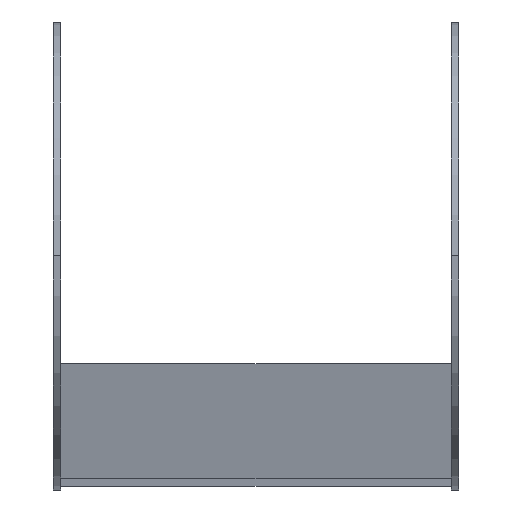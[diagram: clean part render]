
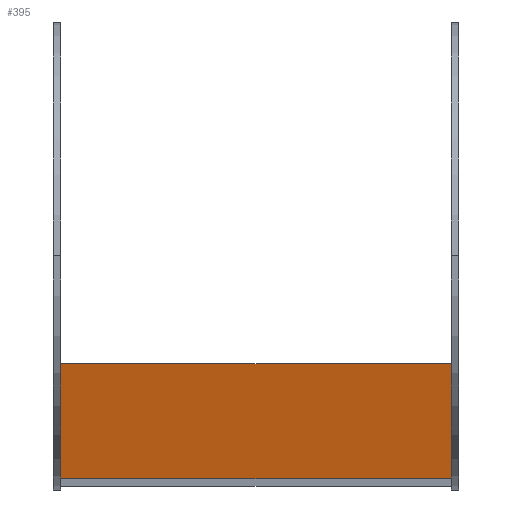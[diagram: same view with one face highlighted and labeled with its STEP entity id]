
A CAD part, top view. The second image highlights one B-rep face of the part: STEP entity #395.
In plain terms, the highlighted planar face has unit normal (0, 0.996, 0.088).
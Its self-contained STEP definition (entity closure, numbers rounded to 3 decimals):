
#47 = ORIENTED_EDGE ( 'NONE', *, *, #850, .T. ) ;
#58 = VERTEX_POINT ( 'NONE', #220 ) ;
#88 = DIRECTION ( 'NONE',  ( 0., 0.089, -0.996 ) ) ;
#105 = AXIS2_PLACEMENT_3D ( 'NONE', #805, #205, #466 ) ;
#112 = ORIENTED_EDGE ( 'NONE', *, *, #196, .F. ) ;
#148 = ORIENTED_EDGE ( 'NONE', *, *, #529, .T. ) ;
#196 = EDGE_CURVE ( 'NONE', #58, #753, #249, .T. ) ;
#205 = DIRECTION ( 'NONE',  ( 0., -0.996, -0.089 ) ) ;
#217 = VECTOR ( 'NONE', #840, 1000. ) ;
#220 = CARTESIAN_POINT ( 'NONE',  ( -25., -13.484, -174.507 ) ) ;
#225 = DIRECTION ( 'NONE',  ( 1., 0., 0. ) ) ;
#232 = LINE ( 'NONE', #825, #302 ) ;
#236 = DIRECTION ( 'NONE',  ( 0., 0.089, -0.996 ) ) ;
#249 = LINE ( 'NONE', #716, #217 ) ;
#264 = PLANE ( 'NONE',  #105 ) ;
#270 = FACE_OUTER_BOUND ( 'NONE', #585, .T. ) ;
#302 = VECTOR ( 'NONE', #236, 1000. ) ;
#340 = VECTOR ( 'NONE', #225, 1000. ) ;
#348 = CARTESIAN_POINT ( 'NONE',  ( 25., -13.484, -174.507 ) ) ;
#395 = ADVANCED_FACE ( 'NONE', ( #270 ), #264, .F. ) ;
#401 = EDGE_CURVE ( 'NONE', #811, #58, #402, .T. ) ;
#402 = LINE ( 'NONE', #608, #695 ) ;
#420 = CARTESIAN_POINT ( 'NONE',  ( -25., -28.541, -5.114 ) ) ;
#466 = DIRECTION ( 'NONE',  ( 0., 0.089, -0.996 ) ) ;
#491 = VERTEX_POINT ( 'NONE', #847 ) ;
#529 = EDGE_CURVE ( 'NONE', #811, #491, #830, .T. ) ;
#585 = EDGE_LOOP ( 'NONE', ( #47, #112, #671, #148 ) ) ;
#601 = CARTESIAN_POINT ( 'NONE',  ( -25., -28.541, -5.114 ) ) ;
#608 = CARTESIAN_POINT ( 'NONE',  ( -25., -13.484, -174.507 ) ) ;
#671 = ORIENTED_EDGE ( 'NONE', *, *, #401, .F. ) ;
#695 = VECTOR ( 'NONE', #88, 1000. ) ;
#716 = CARTESIAN_POINT ( 'NONE',  ( -25., -13.484, -174.507 ) ) ;
#753 = VERTEX_POINT ( 'NONE', #348 ) ;
#805 = CARTESIAN_POINT ( 'NONE',  ( -25., -13.484, -174.507 ) ) ;
#811 = VERTEX_POINT ( 'NONE', #601 ) ;
#825 = CARTESIAN_POINT ( 'NONE',  ( 25., -13.484, -174.507 ) ) ;
#830 = LINE ( 'NONE', #420, #340 ) ;
#840 = DIRECTION ( 'NONE',  ( 1., 0., 0. ) ) ;
#847 = CARTESIAN_POINT ( 'NONE',  ( 25., -28.541, -5.114 ) ) ;
#850 = EDGE_CURVE ( 'NONE', #491, #753, #232, .T. ) ;
